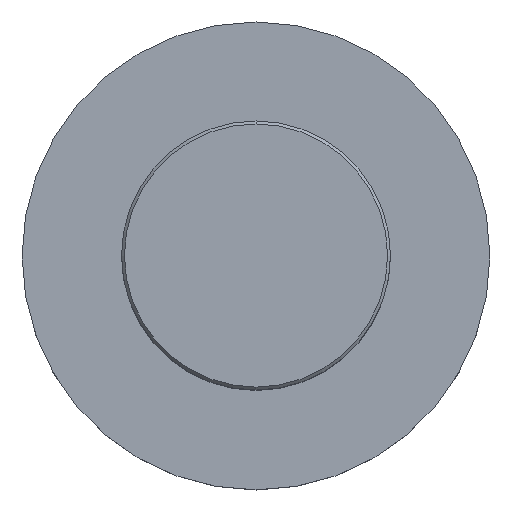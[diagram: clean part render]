
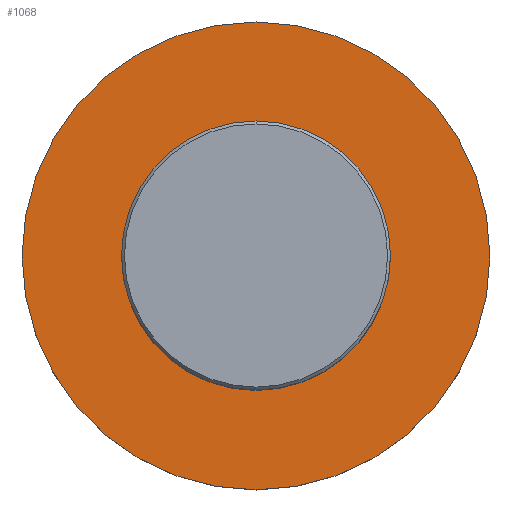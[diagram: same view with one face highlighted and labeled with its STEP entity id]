
A CAD part, top view. The second image highlights one B-rep face of the part: STEP entity #1068.
In plain terms, the highlighted planar face has unit normal (0, 0, 1).
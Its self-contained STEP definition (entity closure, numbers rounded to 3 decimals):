
#461=CARTESIAN_POINT('',(0.,0.,0.));
#462=DIRECTION('',(0.,0.,-1.));
#463=DIRECTION('',(0.,1.,0.));
#464=AXIS2_PLACEMENT_3D('',#461,#462,#463);
#469=CARTESIAN_POINT('',(0.,0.,0.));
#470=DIRECTION('',(0.,0.,1.));
#471=DIRECTION('',(0.,1.,0.));
#472=AXIS2_PLACEMENT_3D('',#469,#470,#471);
#485=CARTESIAN_POINT('',(0.,0.,0.));
#486=DIRECTION('',(0.,0.,1.));
#487=DIRECTION('',(0.,1.,0.));
#488=AXIS2_PLACEMENT_3D('',#485,#486,#487);
#538=CARTESIAN_POINT('',(0.,0.,0.));
#539=DIRECTION('',(0.,0.,-1.));
#540=DIRECTION('',(0.,1.,0.));
#541=AXIS2_PLACEMENT_3D('',#538,#539,#540);
#553=CARTESIAN_POINT('',(0.,23.,0.));
#554=CARTESIAN_POINT('',(0.,-23.,0.));
#555=VERTEX_POINT('',#553);
#556=VERTEX_POINT('',#554);
#573=CARTESIAN_POINT('',(0.,40.,0.));
#574=CARTESIAN_POINT('',(0.,-40.,0.));
#575=VERTEX_POINT('',#573);
#576=VERTEX_POINT('',#574);
#1053=CARTESIAN_POINT('',(0.,0.,0.));
#1054=DIRECTION('',(0.,0.,1.));
#1055=DIRECTION('',(0.,1.,0.));
#1056=AXIS2_PLACEMENT_3D('',#1053,#1054,#1055);
#1057=PLANE('',#1056);
#1058=ORIENTED_EDGE('',*,*,#1035,.T.);
#1059=ORIENTED_EDGE('',*,*,#1020,.F.);
#1060=EDGE_LOOP('',(#1058,#1059));
#1061=FACE_OUTER_BOUND('',#1060,.F.);
#1063=ORIENTED_EDGE('',*,*,#1062,.T.);
#1065=ORIENTED_EDGE('',*,*,#1064,.F.);
#1066=EDGE_LOOP('',(#1063,#1065));
#1067=FACE_BOUND('',#1066,.F.);
#465=CIRCLE('',#464,40.);
#473=CIRCLE('',#472,40.);
#489=CIRCLE('',#488,23.);
#542=CIRCLE('',#541,23.);
#1020=EDGE_CURVE('',#575,#576,#473,.T.);
#1035=EDGE_CURVE('',#575,#576,#465,.T.);
#1062=EDGE_CURVE('',#555,#556,#489,.T.);
#1064=EDGE_CURVE('',#555,#556,#542,.T.);
#1068=ADVANCED_FACE('',(#1061,#1067),#1057,.T.);
